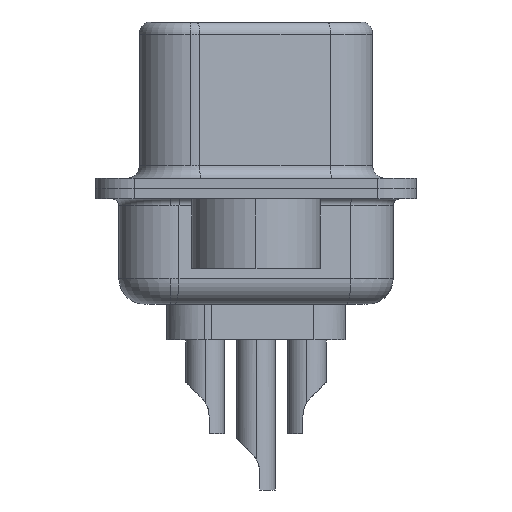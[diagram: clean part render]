
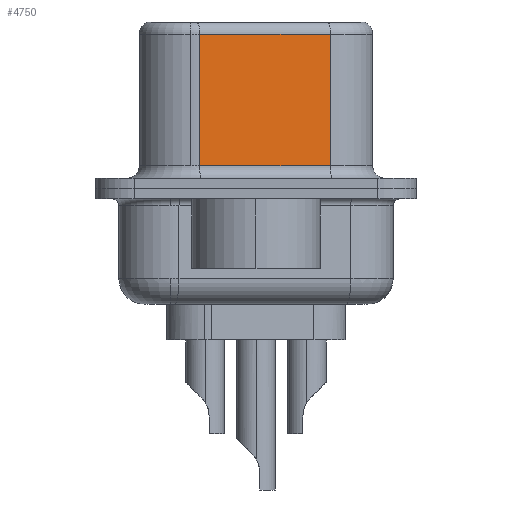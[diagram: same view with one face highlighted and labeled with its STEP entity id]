
A CAD part, left-side view. The second image highlights one B-rep face of the part: STEP entity #4750.
In plain terms, the highlighted planar face has unit normal (-0.985, -0.174, 0).
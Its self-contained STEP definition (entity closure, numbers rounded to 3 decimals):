
#746 = CARTESIAN_POINT ( 'NONE',  ( 3.68, 2.203, 6.02 ) ) ;
#1086 = ORIENTED_EDGE ( 'NONE', *, *, #16813, .F. ) ;
#1361 = DIRECTION ( 'NONE',  ( 0., 0., -1. ) ) ;
#1415 = VERTEX_POINT ( 'NONE', #2637 ) ;
#1575 = CARTESIAN_POINT ( 'NONE',  ( 4.58, -2.897, 0.9 ) ) ;
#2637 = CARTESIAN_POINT ( 'NONE',  ( 4.58, -2.897, 6.02 ) ) ;
#3005 = VECTOR ( 'NONE', #1361, 1000. ) ;
#3429 = VERTEX_POINT ( 'NONE', #1575 ) ;
#3501 = DIRECTION ( 'NONE',  ( 0., 0., -1. ) ) ;
#3657 = LINE ( 'NONE', #9665, #3005 ) ;
#4313 = EDGE_LOOP ( 'NONE', ( #1086, #20461, #26427, #17513 ) ) ;
#4750 = ADVANCED_FACE ( 'NONE', ( #11440 ), #13695, .F. ) ;
#4846 = EDGE_CURVE ( 'NONE', #20085, #3429, #15003, .T. ) ;
#4864 = CARTESIAN_POINT ( 'NONE',  ( 4.58, -2.897, 6.02 ) ) ;
#5279 = VECTOR ( 'NONE', #22600, 1000. ) ;
#5590 = CARTESIAN_POINT ( 'NONE',  ( 3.68, 2.203, 6.52 ) ) ;
#6745 = VERTEX_POINT ( 'NONE', #746 ) ;
#7505 = EDGE_CURVE ( 'NONE', #6745, #20085, #18362, .T. ) ;
#9665 = CARTESIAN_POINT ( 'NONE',  ( 4.58, -2.897, 6.52 ) ) ;
#11440 = FACE_OUTER_BOUND ( 'NONE', #4313, .T. ) ;
#12190 = AXIS2_PLACEMENT_3D ( 'NONE', #13018, #12779, #12730 ) ;
#12415 = CARTESIAN_POINT ( 'NONE',  ( 3.68, 2.203, 0.9 ) ) ;
#12730 = DIRECTION ( 'NONE',  ( -0.174, 0.985, 0. ) ) ;
#12779 = DIRECTION ( 'NONE',  ( 0.985, 0.174, 0. ) ) ;
#12829 = VECTOR ( 'NONE', #3501, 1000. ) ;
#13018 = CARTESIAN_POINT ( 'NONE',  ( 4.58, -2.897, 6.52 ) ) ;
#13695 = PLANE ( 'NONE',  #12190 ) ;
#15003 = LINE ( 'NONE', #21281, #5279 ) ;
#16813 = EDGE_CURVE ( 'NONE', #1415, #3429, #3657, .T. ) ;
#17049 = LINE ( 'NONE', #4864, #17687 ) ;
#17288 = DIRECTION ( 'NONE',  ( -0.174, 0.985, 0. ) ) ;
#17513 = ORIENTED_EDGE ( 'NONE', *, *, #4846, .T. ) ;
#17687 = VECTOR ( 'NONE', #17288, 1000. ) ;
#18362 = LINE ( 'NONE', #5590, #12829 ) ;
#20085 = VERTEX_POINT ( 'NONE', #12415 ) ;
#20461 = ORIENTED_EDGE ( 'NONE', *, *, #23443, .T. ) ;
#21281 = CARTESIAN_POINT ( 'NONE',  ( 4.58, -2.897, 0.9 ) ) ;
#22600 = DIRECTION ( 'NONE',  ( 0.174, -0.985, 0. ) ) ;
#23443 = EDGE_CURVE ( 'NONE', #1415, #6745, #17049, .T. ) ;
#26427 = ORIENTED_EDGE ( 'NONE', *, *, #7505, .T. ) ;
